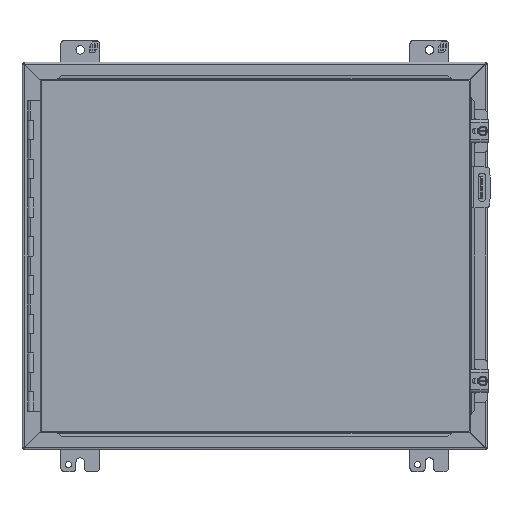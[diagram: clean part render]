
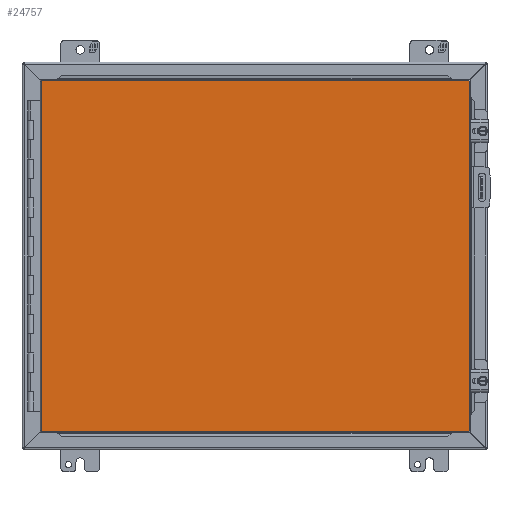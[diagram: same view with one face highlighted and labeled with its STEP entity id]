
A CAD part, front view. The second image highlights one B-rep face of the part: STEP entity #24757.
In plain terms, the highlighted planar face has unit normal (0, -1, 0).
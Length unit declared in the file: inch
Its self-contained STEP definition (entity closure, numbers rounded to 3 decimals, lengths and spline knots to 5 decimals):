
#310 = DIRECTION ( 'NONE',  ( 1., 0., 0. ) ) ;
#400 = DIRECTION ( 'NONE',  ( 0., 0., 1. ) ) ;
#1178 = CARTESIAN_POINT ( 'NONE',  ( -10.98426, -7.18504, 9.00538 ) ) ;
#1313 = ORIENTED_EDGE ( 'NONE', *, *, #31004, .T. ) ;
#1391 = ORIENTED_EDGE ( 'NONE', *, *, #2542, .T. ) ;
#1948 = CARTESIAN_POINT ( 'NONE',  ( 11.04626, -7.18504, 9.00538 ) ) ;
#2542 = EDGE_CURVE ( 'NONE', #36794, #29302, #16178, .T. ) ;
#3720 = DIRECTION ( 'NONE',  ( 1., 0., 0. ) ) ;
#3834 = CARTESIAN_POINT ( 'NONE',  ( 11.04626, -7.18504, 9.00538 ) ) ;
#4227 = VECTOR ( 'NONE', #31283, 39.37008 ) ;
#5318 = VECTOR ( 'NONE', #14069, 39.37008 ) ;
#6702 = VERTEX_POINT ( 'NONE', #21929 ) ;
#7074 = VERTEX_POINT ( 'NONE', #1178 ) ;
#7845 = DIRECTION ( 'NONE',  ( 0., 0., -1. ) ) ;
#7962 = LINE ( 'NONE', #3834, #27368 ) ;
#8045 = EDGE_CURVE ( 'NONE', #29302, #8077, #9971, .T. ) ;
#8077 = VERTEX_POINT ( 'NONE', #17470 ) ;
#9971 = LINE ( 'NONE', #17723, #5318 ) ;
#10141 = EDGE_LOOP ( 'NONE', ( #25632, #1313, #34986, #17587, #33614, #35136, #1391, #17863 ) ) ;
#11065 = CARTESIAN_POINT ( 'NONE',  ( -10.96588, -7.18504, 9.00538 ) ) ;
#12086 = CARTESIAN_POINT ( 'NONE',  ( 11.02788, -7.18504, 9.02376 ) ) ;
#13264 = FACE_OUTER_BOUND ( 'NONE', #10141, .T. ) ;
#14069 = DIRECTION ( 'NONE',  ( -1., 0., 0. ) ) ;
#16178 = CIRCLE ( 'NONE', #21538, 0.01838 ) ;
#16249 = CIRCLE ( 'NONE', #47362, 0.01838 ) ;
#16434 = CARTESIAN_POINT ( 'NONE',  ( 11.02788, -7.18504, -9.02376 ) ) ;
#16633 = DIRECTION ( 'NONE',  ( 1., 0., 0. ) ) ;
#17470 = CARTESIAN_POINT ( 'NONE',  ( -10.96588, -7.18504, 9.02376 ) ) ;
#17587 = ORIENTED_EDGE ( 'NONE', *, *, #25781, .T. ) ;
#17723 = CARTESIAN_POINT ( 'NONE',  ( -10.96588, -7.18504, 9.02376 ) ) ;
#17863 = ORIENTED_EDGE ( 'NONE', *, *, #8045, .T. ) ;
#18265 = DIRECTION ( 'NONE',  ( 0., -1., 0. ) ) ;
#19227 = CARTESIAN_POINT ( 'NONE',  ( -10.96588, -7.18504, -9.00538 ) ) ;
#19268 = CIRCLE ( 'NONE', #34055, 0.01838 ) ;
#19434 = VERTEX_POINT ( 'NONE', #46569 ) ;
#21538 = AXIS2_PLACEMENT_3D ( 'NONE', #26797, #41225, #310 ) ;
#21796 = VECTOR ( 'NONE', #7845, 39.37008 ) ;
#21929 = CARTESIAN_POINT ( 'NONE',  ( 11.04626, -7.18504, -9.00538 ) ) ;
#24757 = ADVANCED_FACE ( 'NONE', ( #13264 ), #27544, .T. ) ;
#25632 = ORIENTED_EDGE ( 'NONE', *, *, #48165, .T. ) ;
#25781 = EDGE_CURVE ( 'NONE', #41227, #30229, #42472, .T. ) ;
#26104 = CARTESIAN_POINT ( 'NONE',  ( -10.96588, -7.18504, -9.02376 ) ) ;
#26691 = DIRECTION ( 'NONE',  ( 0., -1., 0. ) ) ;
#26797 = CARTESIAN_POINT ( 'NONE',  ( 11.02788, -7.18504, 9.00538 ) ) ;
#27368 = VECTOR ( 'NONE', #400, 39.37008 ) ;
#27544 = PLANE ( 'NONE',  #43393 ) ;
#29302 = VERTEX_POINT ( 'NONE', #12086 ) ;
#30084 = CIRCLE ( 'NONE', #44117, 0.01838 ) ;
#30229 = VERTEX_POINT ( 'NONE', #39167 ) ;
#31004 = EDGE_CURVE ( 'NONE', #7074, #19434, #37762, .T. ) ;
#31283 = DIRECTION ( 'NONE',  ( 1., 0., 0. ) ) ;
#32750 = EDGE_CURVE ( 'NONE', #30229, #6702, #30084, .T. ) ;
#33614 = ORIENTED_EDGE ( 'NONE', *, *, #32750, .T. ) ;
#34055 = AXIS2_PLACEMENT_3D ( 'NONE', #19227, #26691, #41601 ) ;
#34986 = ORIENTED_EDGE ( 'NONE', *, *, #46782, .T. ) ;
#35136 = ORIENTED_EDGE ( 'NONE', *, *, #43836, .T. ) ;
#35159 = CARTESIAN_POINT ( 'NONE',  ( -10.96588, -7.18504, -9.00538 ) ) ;
#36794 = VERTEX_POINT ( 'NONE', #1948 ) ;
#37762 = LINE ( 'NONE', #41404, #21796 ) ;
#39167 = CARTESIAN_POINT ( 'NONE',  ( 11.02788, -7.18504, -9.02376 ) ) ;
#40420 = CARTESIAN_POINT ( 'NONE',  ( 11.02788, -7.18504, -9.00538 ) ) ;
#41225 = DIRECTION ( 'NONE',  ( 0., -1., 0. ) ) ;
#41227 = VERTEX_POINT ( 'NONE', #26104 ) ;
#41404 = CARTESIAN_POINT ( 'NONE',  ( -10.98426, -7.18504, -9.00538 ) ) ;
#41429 = DIRECTION ( 'NONE',  ( 0., -1., 0. ) ) ;
#41601 = DIRECTION ( 'NONE',  ( 1., 0., 0. ) ) ;
#42472 = LINE ( 'NONE', #16434, #4227 ) ;
#42922 = DIRECTION ( 'NONE',  ( 0., -1., 0. ) ) ;
#43393 = AXIS2_PLACEMENT_3D ( 'NONE', #35159, #42922, #16633 ) ;
#43836 = EDGE_CURVE ( 'NONE', #6702, #36794, #7962, .T. ) ;
#44117 = AXIS2_PLACEMENT_3D ( 'NONE', #40420, #18265, #47993 ) ;
#46569 = CARTESIAN_POINT ( 'NONE',  ( -10.98426, -7.18504, -9.00538 ) ) ;
#46782 = EDGE_CURVE ( 'NONE', #19434, #41227, #19268, .T. ) ;
#47362 = AXIS2_PLACEMENT_3D ( 'NONE', #11065, #41429, #3720 ) ;
#47993 = DIRECTION ( 'NONE',  ( 1., 0., 0. ) ) ;
#48165 = EDGE_CURVE ( 'NONE', #8077, #7074, #16249, .T. ) ;
